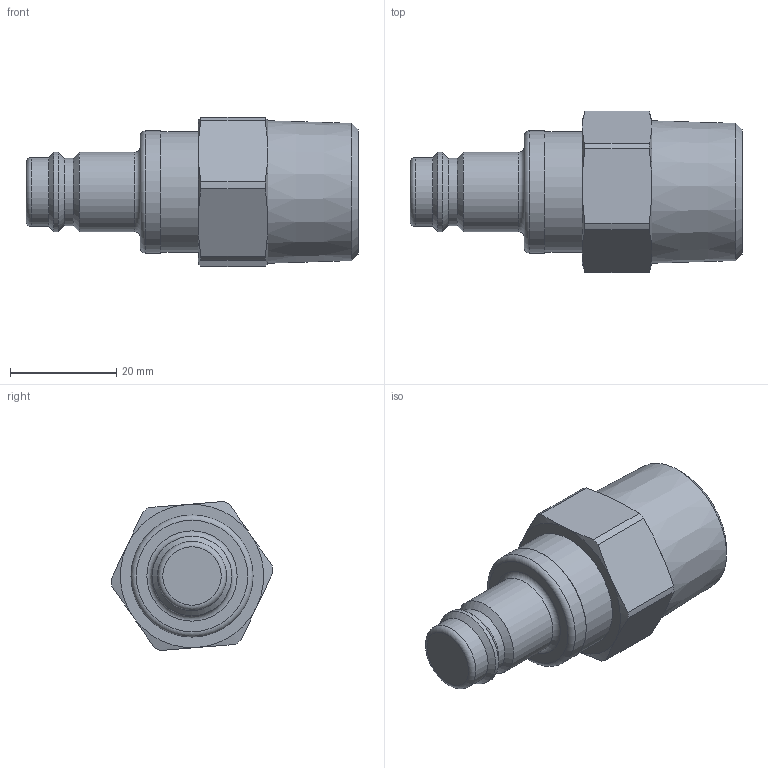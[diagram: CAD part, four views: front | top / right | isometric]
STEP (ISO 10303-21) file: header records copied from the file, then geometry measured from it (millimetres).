
FILE_DESCRIPTION((''),'2;1');
FILE_NAME('27sbak26mpn.stp','2014-12-01T09:25:21',('IA176480'),(''),'Autodesk Inventor 2013','Autodesk Inventor 2013','');
FILE_SCHEMA(('AUTOMOTIVE_DESIGN { 1 0 10303 214 1 1 1 1 }'));
Length unit declared in the file: millimetre
Products named in the file (1): D112939
Bounding box: 62.5 x 30.43 x 28.05 mm (x, y, z)
Volume: 25295.9 mm3; surface area: 6208.4 mm2
Topology: 1 solids, 9 shells, 79 faces, 152 edges, 93 vertices
Faces by surface type: plane 32, cone 27, cylinder 17, torus 3
Full cylindrical faces by diameter (mm): 12.65 x1, 13 x1, 15 x2, 18.5 x1, 18.935 x1, 19 x2, 20.3 x1, 22.75 x1, 23 x1
Entity records: 1902 total; most frequent: CARTESIAN_POINT 366, DIRECTION 308, ORIENTED_EDGE 250, AXIS2_PLACEMENT_3D 139, EDGE_CURVE 125, EDGE_LOOP 108, VERTEX_POINT 89, FACE_OUTER_BOUND 79
